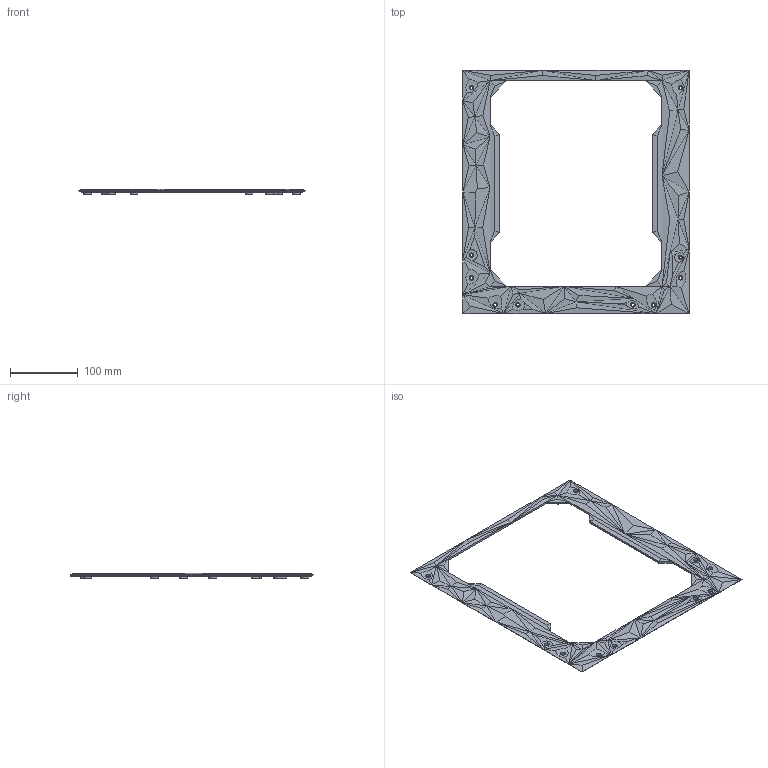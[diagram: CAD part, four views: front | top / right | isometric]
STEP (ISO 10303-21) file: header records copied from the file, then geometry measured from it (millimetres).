
FILE_DESCRIPTION(/* description */ (''),/* implementation_level */ '2;1');
FILE_NAME(/* name */ 'Right SIde Panel.step',/* time_stamp */ '2022-05-26T09:59:30-07:00',/* author */ (''),/* organization */ (''),/* preprocessor_version */ 'ST-DEVELOPER v18.1',/* originating_system */ 'Autodesk Translation Framework v10.14.0.1471',/* authorisation */ '');
FILE_SCHEMA (('AUTOMOTIVE_DESIGN { 1 0 10303 214 3 1 1 }'));
Length unit declared in the file: millimetre
Products named in the file (1): Right SIde Panel
Bounding box: 332.91 x 358.01 x 8.51 mm (x, y, z)
Volume: 153747.3 mm3; surface area: 109831.5 mm2
Topology: 1 solids, 1 shells, 373 faces, 801 edges, 451 vertices
Faces by surface type: plane 241, cylinder 122, cone 10
Full cylindrical faces by diameter (mm): 4.2 x10, 7.4 x10, 11.4 x10, 12 x10
Entity records: 9828 total; most frequent: DIRECTION 1750, CARTESIAN_POINT 1698, ORIENTED_EDGE 1602, EDGE_CURVE 801, AXIS2_PLACEMENT_3D 611, LINE 528, VECTOR 528, VERTEX_POINT 451
